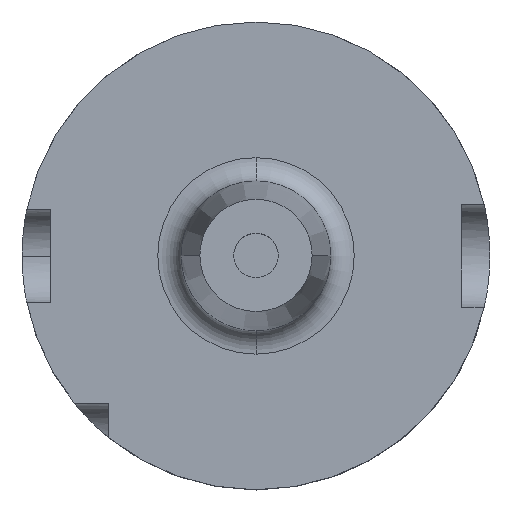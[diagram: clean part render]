
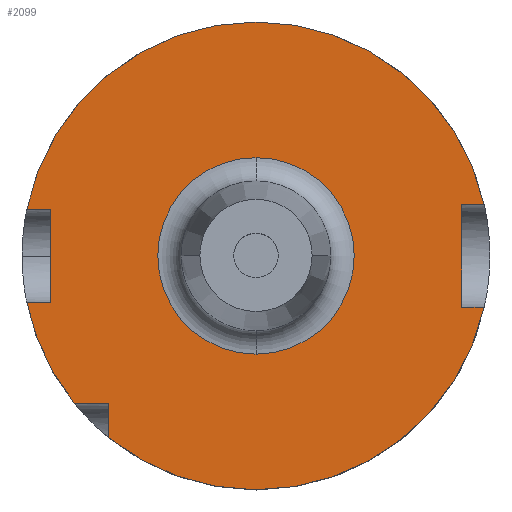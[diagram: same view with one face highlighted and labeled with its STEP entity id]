
A CAD part, top view. The second image highlights one B-rep face of the part: STEP entity #2099.
In plain terms, the highlighted planar face has unit normal (0, 0, 1).
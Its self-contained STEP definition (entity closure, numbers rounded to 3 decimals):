
#20 = VECTOR ( 'NONE', #996, 1000. ) ;
#31 = CARTESIAN_POINT ( 'NONE',  ( 0., 50., 29. ) ) ;
#48 = DIRECTION ( 'NONE',  ( 0., 0., -1. ) ) ;
#79 = VECTOR ( 'NONE', #2361, 1000. ) ;
#84 = EDGE_CURVE ( 'NONE', #1801, #245, #2626, .T. ) ;
#92 = ORIENTED_EDGE ( 'NONE', *, *, #257, .F. ) ;
#101 = CARTESIAN_POINT ( 'NONE',  ( -48.99, 10., 29. ) ) ;
#113 = DIRECTION ( 'NONE',  ( 1., 0., 0. ) ) ;
#137 = VERTEX_POINT ( 'NONE', #1894 ) ;
#139 = ORIENTED_EDGE ( 'NONE', *, *, #1563, .T. ) ;
#167 = LINE ( 'NONE', #891, #837 ) ;
#245 = VERTEX_POINT ( 'NONE', #1382 ) ;
#248 = VERTEX_POINT ( 'NONE', #1183 ) ;
#252 = VERTEX_POINT ( 'NONE', #1403 ) ;
#257 = EDGE_CURVE ( 'NONE', #596, #137, #2250, .T. ) ;
#310 = DIRECTION ( 'NONE',  ( 0., -1., 0. ) ) ;
#311 = EDGE_CURVE ( 'NONE', #1614, #2141, #1635, .T. ) ;
#338 = VERTEX_POINT ( 'NONE', #101 ) ;
#387 = ORIENTED_EDGE ( 'NONE', *, *, #84, .F. ) ;
#448 = LINE ( 'NONE', #2287, #1586 ) ;
#492 = DIRECTION ( 'NONE',  ( -1., 0., 0. ) ) ;
#495 = EDGE_CURVE ( 'NONE', #1955, #248, #2418, .T. ) ;
#502 = EDGE_CURVE ( 'NONE', #735, #245, #693, .T. ) ;
#571 = DIRECTION ( 'NONE',  ( 0., 1., 0. ) ) ;
#596 = VERTEX_POINT ( 'NONE', #2126 ) ;
#619 = EDGE_LOOP ( 'NONE', ( #1534, #2809 ) ) ;
#680 = VERTEX_POINT ( 'NONE', #1073 ) ;
#693 = LINE ( 'NONE', #1882, #79 ) ;
#722 = ORIENTED_EDGE ( 'NONE', *, *, #2436, .F. ) ;
#731 = FACE_OUTER_BOUND ( 'NONE', #1121, .T. ) ;
#735 = VERTEX_POINT ( 'NONE', #1390 ) ;
#747 = VECTOR ( 'NONE', #2615, 1000. ) ;
#756 = CARTESIAN_POINT ( 'NONE',  ( 0., 0., 29. ) ) ;
#776 = ORIENTED_EDGE ( 'NONE', *, *, #502, .T. ) ;
#782 = CARTESIAN_POINT ( 'NONE',  ( -31.5, 0., 29. ) ) ;
#794 = DIRECTION ( 'NONE',  ( 0., 0., -1. ) ) ;
#837 = VECTOR ( 'NONE', #973, 1000. ) ;
#843 = DIRECTION ( 'NONE',  ( 0., 1., 0. ) ) ;
#891 = CARTESIAN_POINT ( 'NONE',  ( 0., -31.5, 29. ) ) ;
#938 = EDGE_CURVE ( 'NONE', #338, #1801, #1581, .T. ) ;
#973 = DIRECTION ( 'NONE',  ( -1., 0., 0. ) ) ;
#988 = DIRECTION ( 'NONE',  ( 0., 1., 0. ) ) ;
#995 = DIRECTION ( 'NONE',  ( 0., 0., -1. ) ) ;
#996 = DIRECTION ( 'NONE',  ( -1., 0., 0. ) ) ;
#1013 = DIRECTION ( 'NONE',  ( 0., 1., 0. ) ) ;
#1037 = CARTESIAN_POINT ( 'NONE',  ( 0., 0., 29. ) ) ;
#1065 = VERTEX_POINT ( 'NONE', #1944 ) ;
#1066 = CARTESIAN_POINT ( 'NONE',  ( 0., 0., 29. ) ) ;
#1073 = CARTESIAN_POINT ( 'NONE',  ( -44., -10., 29. ) ) ;
#1083 = EDGE_CURVE ( 'NONE', #248, #1282, #2415, .T. ) ;
#1121 = EDGE_LOOP ( 'NONE', ( #1440, #2580, #1246, #1921, #2168, #776, #387, #1624, #722, #139, #2235, #92 ) ) ;
#1183 = CARTESIAN_POINT ( 'NONE',  ( -31.5, -38.83, 29. ) ) ;
#1202 = FACE_BOUND ( 'NONE', #619, .T. ) ;
#1219 = PLANE ( 'NONE',  #1950 ) ;
#1246 = ORIENTED_EDGE ( 'NONE', *, *, #495, .F. ) ;
#1259 = CARTESIAN_POINT ( 'NONE',  ( 0., -21., 29. ) ) ;
#1260 = DIRECTION ( 'NONE',  ( 0., 0., -1. ) ) ;
#1282 = VERTEX_POINT ( 'NONE', #2336 ) ;
#1302 = EDGE_CURVE ( 'NONE', #2141, #1614, #2376, .T. ) ;
#1382 = CARTESIAN_POINT ( 'NONE',  ( 48.775, 11., 29. ) ) ;
#1390 = CARTESIAN_POINT ( 'NONE',  ( 44., 11., 29. ) ) ;
#1403 = CARTESIAN_POINT ( 'NONE',  ( -44., 10., 29. ) ) ;
#1423 = CARTESIAN_POINT ( 'NONE',  ( 0., 0., 29. ) ) ;
#1431 = DIRECTION ( 'NONE',  ( 0., 0., 1. ) ) ;
#1440 = ORIENTED_EDGE ( 'NONE', *, *, #2356, .F. ) ;
#1442 = DIRECTION ( 'NONE',  ( 0., -1., 0. ) ) ;
#1503 = DIRECTION ( 'NONE',  ( 0., 0., -1. ) ) ;
#1504 = LINE ( 'NONE', #1629, #2465 ) ;
#1534 = ORIENTED_EDGE ( 'NONE', *, *, #311, .T. ) ;
#1542 = EDGE_CURVE ( 'NONE', #1955, #1065, #1504, .T. ) ;
#1563 = EDGE_CURVE ( 'NONE', #252, #680, #1933, .T. ) ;
#1578 = AXIS2_PLACEMENT_3D ( 'NONE', #2189, #2283, #2308 ) ;
#1581 = CIRCLE ( 'NONE', #1771, 50. ) ;
#1586 = VECTOR ( 'NONE', #310, 1000. ) ;
#1614 = VERTEX_POINT ( 'NONE', #1259 ) ;
#1622 = AXIS2_PLACEMENT_3D ( 'NONE', #1037, #995, #1013 ) ;
#1624 = ORIENTED_EDGE ( 'NONE', *, *, #938, .F. ) ;
#1629 = CARTESIAN_POINT ( 'NONE',  ( 0., -11., 29. ) ) ;
#1635 = CIRCLE ( 'NONE', #2302, 21. ) ;
#1636 = DIRECTION ( 'NONE',  ( 0., -1., 0. ) ) ;
#1697 = CARTESIAN_POINT ( 'NONE',  ( 0., -10., 29. ) ) ;
#1743 = VECTOR ( 'NONE', #843, 1000. ) ;
#1771 = AXIS2_PLACEMENT_3D ( 'NONE', #756, #794, #988 ) ;
#1801 = VERTEX_POINT ( 'NONE', #31 ) ;
#1829 = CARTESIAN_POINT ( 'NONE',  ( 0., 0., 29. ) ) ;
#1848 = CARTESIAN_POINT ( 'NONE',  ( 0., 10., 29. ) ) ;
#1882 = CARTESIAN_POINT ( 'NONE',  ( 0., 11., 29. ) ) ;
#1894 = CARTESIAN_POINT ( 'NONE',  ( -48.99, -10., 29. ) ) ;
#1921 = ORIENTED_EDGE ( 'NONE', *, *, #1542, .T. ) ;
#1933 = LINE ( 'NONE', #2422, #747 ) ;
#1944 = CARTESIAN_POINT ( 'NONE',  ( 44., -11., 29. ) ) ;
#1950 = AXIS2_PLACEMENT_3D ( 'NONE', #1423, #1431, #1442 ) ;
#1955 = VERTEX_POINT ( 'NONE', #1964 ) ;
#1964 = CARTESIAN_POINT ( 'NONE',  ( 48.775, -11., 29. ) ) ;
#2099 = ADVANCED_FACE ( 'NONE', ( #1202, #731 ), #1219, .T. ) ;
#2107 = CARTESIAN_POINT ( 'NONE',  ( 0., 0., 29. ) ) ;
#2126 = CARTESIAN_POINT ( 'NONE',  ( -38.83, -31.5, 29. ) ) ;
#2141 = VERTEX_POINT ( 'NONE', #2644 ) ;
#2168 = ORIENTED_EDGE ( 'NONE', *, *, #2231, .F. ) ;
#2185 = DIRECTION ( 'NONE',  ( 0., -1., 0. ) ) ;
#2189 = CARTESIAN_POINT ( 'NONE',  ( 0., 0., 29. ) ) ;
#2231 = EDGE_CURVE ( 'NONE', #735, #1065, #448, .T. ) ;
#2235 = ORIENTED_EDGE ( 'NONE', *, *, #2558, .F. ) ;
#2250 = CIRCLE ( 'NONE', #1622, 50. ) ;
#2252 = AXIS2_PLACEMENT_3D ( 'NONE', #1066, #1503, #2185 ) ;
#2283 = DIRECTION ( 'NONE',  ( 0., 0., -1. ) ) ;
#2287 = CARTESIAN_POINT ( 'NONE',  ( 44., -11., 29. ) ) ;
#2302 = AXIS2_PLACEMENT_3D ( 'NONE', #1829, #48, #1636 ) ;
#2308 = DIRECTION ( 'NONE',  ( 0., 1., 0. ) ) ;
#2336 = CARTESIAN_POINT ( 'NONE',  ( -31.5, -31.5, 29. ) ) ;
#2352 = LINE ( 'NONE', #1848, #20 ) ;
#2356 = EDGE_CURVE ( 'NONE', #1282, #596, #167, .T. ) ;
#2361 = DIRECTION ( 'NONE',  ( 1., 0., 0. ) ) ;
#2365 = AXIS2_PLACEMENT_3D ( 'NONE', #2107, #1260, #571 ) ;
#2376 = CIRCLE ( 'NONE', #2252, 21. ) ;
#2415 = LINE ( 'NONE', #782, #1743 ) ;
#2418 = CIRCLE ( 'NONE', #1578, 50. ) ;
#2422 = CARTESIAN_POINT ( 'NONE',  ( -44., -10., 29. ) ) ;
#2436 = EDGE_CURVE ( 'NONE', #252, #338, #2352, .T. ) ;
#2465 = VECTOR ( 'NONE', #492, 1000. ) ;
#2558 = EDGE_CURVE ( 'NONE', #137, #680, #2629, .T. ) ;
#2564 = VECTOR ( 'NONE', #113, 1000. ) ;
#2580 = ORIENTED_EDGE ( 'NONE', *, *, #1083, .F. ) ;
#2615 = DIRECTION ( 'NONE',  ( 0., -1., 0. ) ) ;
#2626 = CIRCLE ( 'NONE', #2365, 50. ) ;
#2629 = LINE ( 'NONE', #1697, #2564 ) ;
#2644 = CARTESIAN_POINT ( 'NONE',  ( 0., 21., 29. ) ) ;
#2809 = ORIENTED_EDGE ( 'NONE', *, *, #1302, .T. ) ;
